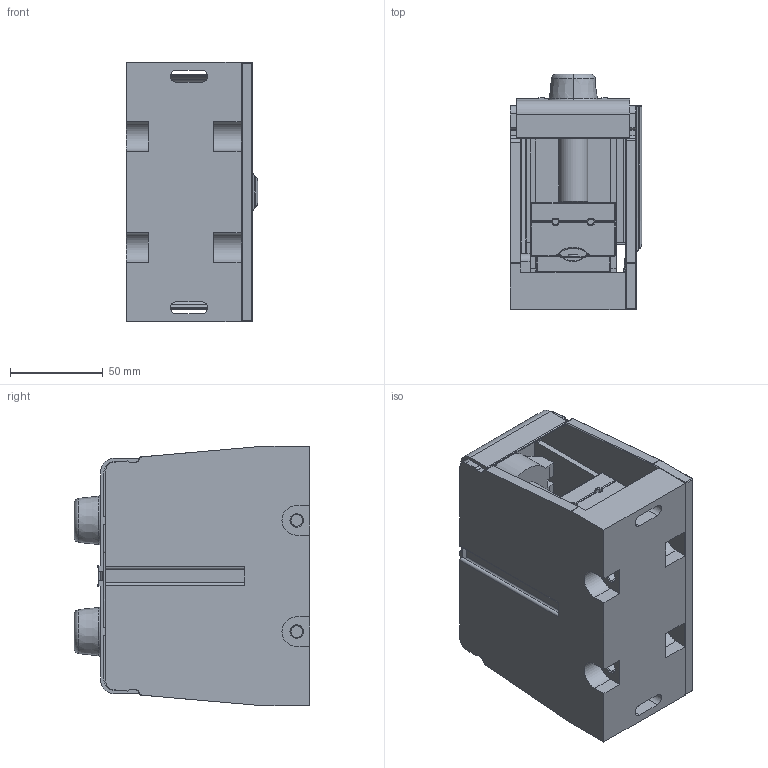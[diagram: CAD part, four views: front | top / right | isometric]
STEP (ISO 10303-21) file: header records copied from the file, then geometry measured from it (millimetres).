
FILE_DESCRIPTION((''),'2;1');
FILE_NAME('PRT0001','2024-02-18T',('dell'),(''),'PRO/ENGINEER BY PARAMETRIC TECHNOLOGY CORPORATION, 2013230','PRO/ENGINEER BY PARAMETRIC TECHNOLOGY CORPORATION, 2013230','');
FILE_SCHEMA(('AUTOMOTIVE_DESIGN { 1 0 10303 214 1 1 1 1 }'));
Products named in the file (1): PRT0001
Bounding box: 71 x 127 x 140 mm (x, y, z)
Volume: 599806.4 mm3; surface area: 188234.8 mm2
Topology: 1 solids, 1 shells, 2917 faces, 7879 edges, 4830 vertices
Faces by surface type: cylinder 1245, plane 917, bspline 525, torus 120, sphere 88, cone 22
Entity records: 131218 total; most frequent: CARTESIAN_POINT 37545, ORIENTED_EDGE 15728, DIRECTION 13007, PRESENTATION_STYLE_ASSIGNMENT 7973, STYLED_ITEM 7865, CURVE_STYLE 7864, EDGE_CURVE 7864, VERTEX_POINT 4830
